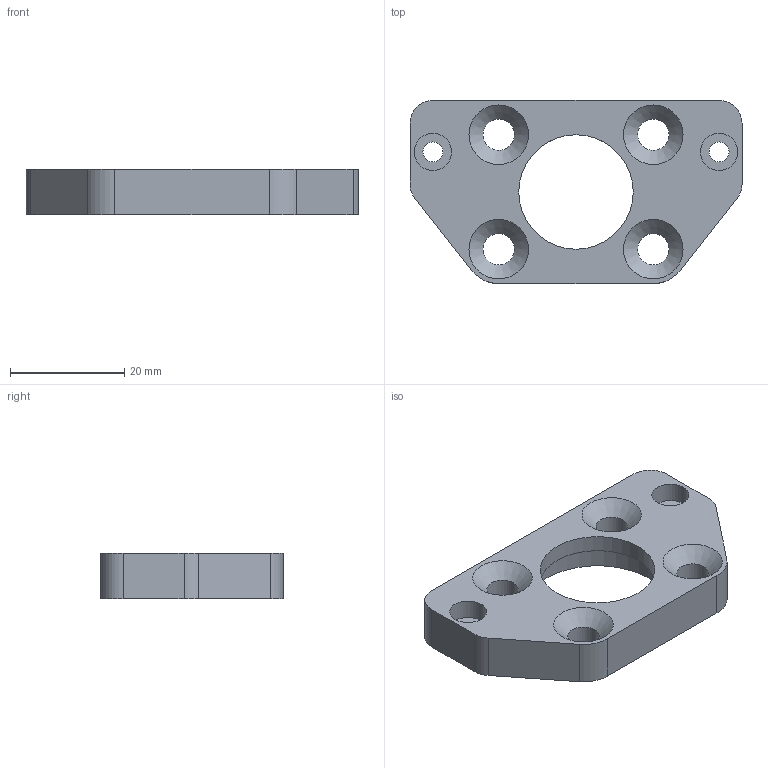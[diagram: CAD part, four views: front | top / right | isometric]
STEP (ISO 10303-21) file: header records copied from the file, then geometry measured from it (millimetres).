
FILE_DESCRIPTION(/* description */ ('DISO T xxx'),/* implementation_level */ '2;1');
FILE_NAME(/* name */ 'SH-G-BE.stp',/* time_stamp */ '2015-10-13T08:33:19+02:00',/* author */ ('lck'),/* organization */ ('di-soric GmbH & Co. KG'),/* preprocessor_version */ 'ST-DEVELOPER v16.1',/* originating_system */ 'Autodesk Inventor 2016',/* authorisation */ '');
FILE_SCHEMA (('AUTOMOTIVE_DESIGN { 1 0 10303 214 3 1 1 }'));
Length unit declared in the file: millimetre
Products named in the file (1): SH-G-BE
Bounding box: 58 x 32 x 8 mm (x, y, z)
Volume: 8414.4 mm3; surface area: 5013.8 mm2
Topology: 1 solids, 1 shells, 31 faces, 78 edges, 52 vertices
Faces by surface type: cylinder 16, plane 11, cone 4
Full cylindrical faces by diameter (mm): 3.5 x2, 5.5 x4, 6.5 x2, 20 x1, 25 x1
Entity records: 894 total; most frequent: DIRECTION 160, CARTESIAN_POINT 140, ORIENTED_EDGE 120, AXIS2_PLACEMENT_3D 68, EDGE_LOOP 62, EDGE_CURVE 60, VERTEX_POINT 48, CIRCLE 36
